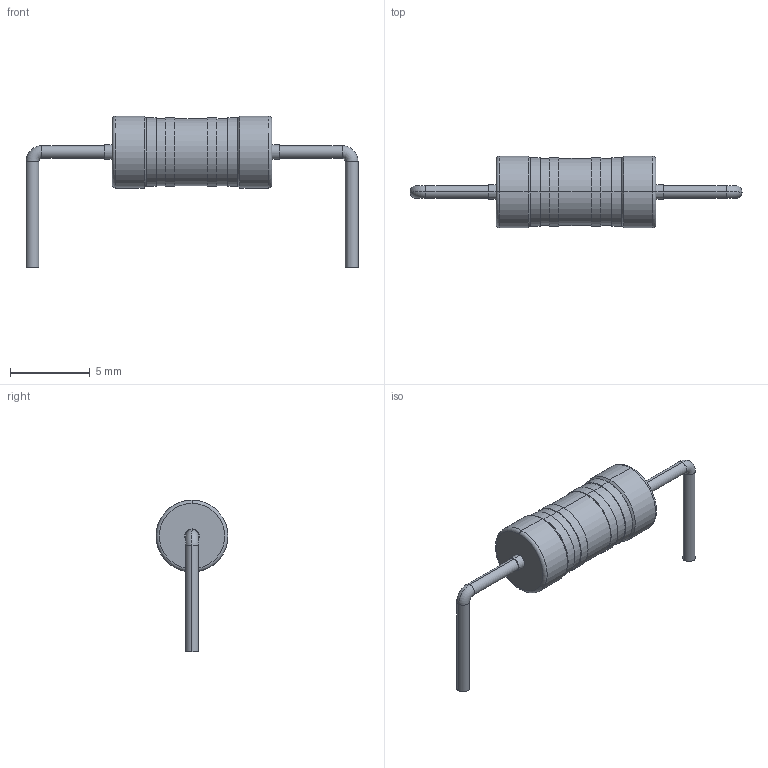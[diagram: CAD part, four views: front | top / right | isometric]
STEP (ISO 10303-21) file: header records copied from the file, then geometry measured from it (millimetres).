
FILE_DESCRIPTION (( 'STEP AP214' ), '1' );
FILE_NAME ('RES-TH_BD4.5-L11.0-P20.00-D0.8.step', '2022-07-28T09:14:13', ( '' ), ( '' ), 'SwSTEP 2.0', 'SolidWorks 2020', '' );
FILE_SCHEMA (( 'AUTOMOTIVE_DESIGN' ));
Length unit declared in the file: millimetre
Products named in the file (1): RES-TH_BD4.5-L11.0-P20.00-D0.8
Bounding box: 20.8 x 4.5 x 9.5 mm (x, y, z)
Volume: 160.6 mm3; surface area: 233.6 mm2
Topology: 1 solids, 1 shells, 280 faces, 725 edges, 478 vertices
Faces by surface type: plane 140, bspline 98, cylinder 30, torus 8, cone 4
Entity records: 12143 total; most frequent: CARTESIAN_POINT 2790, ORIENTED_EDGE 1450, DIRECTION 967, EDGE_CURVE 725, VERTEX_POINT 478, LINE 449, VECTOR 449, EDGE_LOOP 311
